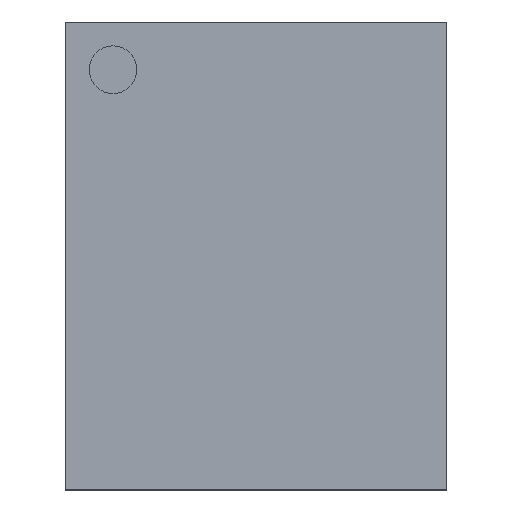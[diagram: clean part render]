
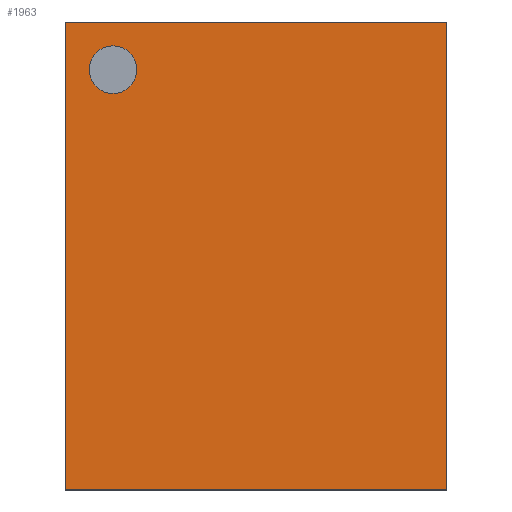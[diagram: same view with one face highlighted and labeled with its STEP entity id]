
A CAD part, top view. The second image highlights one B-rep face of the part: STEP entity #1963.
In plain terms, the highlighted planar face has unit normal (0, 0, 1).
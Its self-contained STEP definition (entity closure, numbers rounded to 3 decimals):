
#1774 = VERTEX_POINT('',#1775);
#1775 = CARTESIAN_POINT('',(-2.261,-2.774,0.585));
#1782 = PLANE('',#1783);
#1783 = AXIS2_PLACEMENT_3D('',#1784,#1785,#1786);
#1784 = CARTESIAN_POINT('',(-2.261,-2.774,0.25));
#1785 = DIRECTION('',(1.,0.,0.));
#1786 = DIRECTION('',(0.,0.,1.));
#1794 = PLANE('',#1795);
#1795 = AXIS2_PLACEMENT_3D('',#1796,#1797,#1798);
#1796 = CARTESIAN_POINT('',(-2.261,-2.774,0.25));
#1797 = DIRECTION('',(0.,1.,0.));
#1798 = DIRECTION('',(0.,0.,1.));
#1835 = VERTEX_POINT('',#1836);
#1836 = CARTESIAN_POINT('',(-2.261,2.774,0.585));
#1850 = PLANE('',#1851);
#1851 = AXIS2_PLACEMENT_3D('',#1852,#1853,#1854);
#1852 = CARTESIAN_POINT('',(-2.261,2.774,0.25));
#1853 = DIRECTION('',(0.,1.,0.));
#1854 = DIRECTION('',(0.,0.,1.));
#1862 = EDGE_CURVE('',#1774,#1835,#1863,.T.);
#1863 = SURFACE_CURVE('',#1864,(#1868,#1875),.PCURVE_S1.);
#1864 = LINE('',#1865,#1866);
#1865 = CARTESIAN_POINT('',(-2.261,-2.774,0.585));
#1866 = VECTOR('',#1867,1.);
#1867 = DIRECTION('',(0.,1.,0.));
#1868 = PCURVE('',#1782,#1869);
#1869 = DEFINITIONAL_REPRESENTATION('',(#1870),#1874);
#1870 = LINE('',#1871,#1872);
#1871 = CARTESIAN_POINT('',(0.335,0.));
#1872 = VECTOR('',#1873,1.);
#1873 = DIRECTION('',(0.,-1.));
#1874 = ( GEOMETRIC_REPRESENTATION_CONTEXT(2) 
PARAMETRIC_REPRESENTATION_CONTEXT() REPRESENTATION_CONTEXT('2D SPACE',''
  ) );
#1875 = PCURVE('',#1876,#1881);
#1876 = PLANE('',#1877);
#1877 = AXIS2_PLACEMENT_3D('',#1878,#1879,#1880);
#1878 = CARTESIAN_POINT('',(-2.261,-2.774,0.585));
#1879 = DIRECTION('',(0.,0.,1.));
#1880 = DIRECTION('',(1.,0.,0.));
#1881 = DEFINITIONAL_REPRESENTATION('',(#1882),#1886);
#1882 = LINE('',#1883,#1884);
#1883 = CARTESIAN_POINT('',(0.,0.));
#1884 = VECTOR('',#1885,1.);
#1885 = DIRECTION('',(0.,1.));
#1886 = ( GEOMETRIC_REPRESENTATION_CONTEXT(2) 
PARAMETRIC_REPRESENTATION_CONTEXT() REPRESENTATION_CONTEXT('2D SPACE',''
  ) );
#1915 = EDGE_CURVE('',#1774,#1916,#1918,.T.);
#1916 = VERTEX_POINT('',#1917);
#1917 = CARTESIAN_POINT('',(2.261,-2.774,0.585));
#1918 = SURFACE_CURVE('',#1919,(#1923,#1930),.PCURVE_S1.);
#1919 = LINE('',#1920,#1921);
#1920 = CARTESIAN_POINT('',(-2.261,-2.774,0.585));
#1921 = VECTOR('',#1922,1.);
#1922 = DIRECTION('',(1.,0.,0.));
#1923 = PCURVE('',#1794,#1924);
#1924 = DEFINITIONAL_REPRESENTATION('',(#1925),#1929);
#1925 = LINE('',#1926,#1927);
#1926 = CARTESIAN_POINT('',(0.335,0.));
#1927 = VECTOR('',#1928,1.);
#1928 = DIRECTION('',(0.,1.));
#1929 = ( GEOMETRIC_REPRESENTATION_CONTEXT(2) 
PARAMETRIC_REPRESENTATION_CONTEXT() REPRESENTATION_CONTEXT('2D SPACE',''
  ) );
#1930 = PCURVE('',#1876,#1931);
#1931 = DEFINITIONAL_REPRESENTATION('',(#1932),#1936);
#1932 = LINE('',#1933,#1934);
#1933 = CARTESIAN_POINT('',(0.,0.));
#1934 = VECTOR('',#1935,1.);
#1935 = DIRECTION('',(1.,0.));
#1936 = ( GEOMETRIC_REPRESENTATION_CONTEXT(2) 
PARAMETRIC_REPRESENTATION_CONTEXT() REPRESENTATION_CONTEXT('2D SPACE',''
  ) );
#1952 = PLANE('',#1953);
#1953 = AXIS2_PLACEMENT_3D('',#1954,#1955,#1956);
#1954 = CARTESIAN_POINT('',(2.261,-2.774,0.25));
#1955 = DIRECTION('',(1.,0.,0.));
#1956 = DIRECTION('',(0.,0.,1.));
#1963 = ADVANCED_FACE('',(#1964,#2012),#1876,.T.);
#1964 = FACE_BOUND('',#1965,.T.);
#1965 = EDGE_LOOP('',(#1966,#1967,#1968,#1991));
#1966 = ORIENTED_EDGE('',*,*,#1862,.F.);
#1967 = ORIENTED_EDGE('',*,*,#1915,.T.);
#1968 = ORIENTED_EDGE('',*,*,#1969,.T.);
#1969 = EDGE_CURVE('',#1916,#1970,#1972,.T.);
#1970 = VERTEX_POINT('',#1971);
#1971 = CARTESIAN_POINT('',(2.261,2.774,0.585));
#1972 = SURFACE_CURVE('',#1973,(#1977,#1984),.PCURVE_S1.);
#1973 = LINE('',#1974,#1975);
#1974 = CARTESIAN_POINT('',(2.261,-2.774,0.585));
#1975 = VECTOR('',#1976,1.);
#1976 = DIRECTION('',(0.,1.,0.));
#1977 = PCURVE('',#1876,#1978);
#1978 = DEFINITIONAL_REPRESENTATION('',(#1979),#1983);
#1979 = LINE('',#1980,#1981);
#1980 = CARTESIAN_POINT('',(4.521,0.));
#1981 = VECTOR('',#1982,1.);
#1982 = DIRECTION('',(0.,1.));
#1983 = ( GEOMETRIC_REPRESENTATION_CONTEXT(2) 
PARAMETRIC_REPRESENTATION_CONTEXT() REPRESENTATION_CONTEXT('2D SPACE',''
  ) );
#1984 = PCURVE('',#1952,#1985);
#1985 = DEFINITIONAL_REPRESENTATION('',(#1986),#1990);
#1986 = LINE('',#1987,#1988);
#1987 = CARTESIAN_POINT('',(0.335,0.));
#1988 = VECTOR('',#1989,1.);
#1989 = DIRECTION('',(0.,-1.));
#1990 = ( GEOMETRIC_REPRESENTATION_CONTEXT(2) 
PARAMETRIC_REPRESENTATION_CONTEXT() REPRESENTATION_CONTEXT('2D SPACE',''
  ) );
#1991 = ORIENTED_EDGE('',*,*,#1992,.F.);
#1992 = EDGE_CURVE('',#1835,#1970,#1993,.T.);
#1993 = SURFACE_CURVE('',#1994,(#1998,#2005),.PCURVE_S1.);
#1994 = LINE('',#1995,#1996);
#1995 = CARTESIAN_POINT('',(-2.261,2.774,0.585));
#1996 = VECTOR('',#1997,1.);
#1997 = DIRECTION('',(1.,0.,0.));
#1998 = PCURVE('',#1876,#1999);
#1999 = DEFINITIONAL_REPRESENTATION('',(#2000),#2004);
#2000 = LINE('',#2001,#2002);
#2001 = CARTESIAN_POINT('',(0.,5.547));
#2002 = VECTOR('',#2003,1.);
#2003 = DIRECTION('',(1.,0.));
#2004 = ( GEOMETRIC_REPRESENTATION_CONTEXT(2) 
PARAMETRIC_REPRESENTATION_CONTEXT() REPRESENTATION_CONTEXT('2D SPACE',''
  ) );
#2005 = PCURVE('',#1850,#2006);
#2006 = DEFINITIONAL_REPRESENTATION('',(#2007),#2011);
#2007 = LINE('',#2008,#2009);
#2008 = CARTESIAN_POINT('',(0.335,0.));
#2009 = VECTOR('',#2010,1.);
#2010 = DIRECTION('',(0.,1.));
#2011 = ( GEOMETRIC_REPRESENTATION_CONTEXT(2) 
PARAMETRIC_REPRESENTATION_CONTEXT() REPRESENTATION_CONTEXT('2D SPACE',''
  ) );
#2012 = FACE_BOUND('',#2013,.T.);
#2013 = EDGE_LOOP('',(#2014));
#2014 = ORIENTED_EDGE('',*,*,#2015,.F.);
#2015 = EDGE_CURVE('',#2016,#2016,#2018,.T.);
#2016 = VERTEX_POINT('',#2017);
#2017 = CARTESIAN_POINT('',(-1.413,2.208,0.585));
#2018 = SURFACE_CURVE('',#2019,(#2024,#2031),.PCURVE_S1.);
#2019 = CIRCLE('',#2020,0.283);
#2020 = AXIS2_PLACEMENT_3D('',#2021,#2022,#2023);
#2021 = CARTESIAN_POINT('',(-1.695,2.208,0.585));
#2022 = DIRECTION('',(0.,0.,1.));
#2023 = DIRECTION('',(1.,0.,0.));
#2024 = PCURVE('',#1876,#2025);
#2025 = DEFINITIONAL_REPRESENTATION('',(#2026),#2030);
#2026 = CIRCLE('',#2027,0.283);
#2027 = AXIS2_PLACEMENT_2D('',#2028,#2029);
#2028 = CARTESIAN_POINT('',(0.565,4.982));
#2029 = DIRECTION('',(1.,0.));
#2030 = ( GEOMETRIC_REPRESENTATION_CONTEXT(2) 
PARAMETRIC_REPRESENTATION_CONTEXT() REPRESENTATION_CONTEXT('2D SPACE',''
  ) );
#2031 = PCURVE('',#2032,#2037);
#2032 = CYLINDRICAL_SURFACE('',#2033,0.283);
#2033 = AXIS2_PLACEMENT_3D('',#2034,#2035,#2036);
#2034 = CARTESIAN_POINT('',(-1.695,2.208,0.527));
#2035 = DIRECTION('',(0.,0.,1.));
#2036 = DIRECTION('',(1.,0.,0.));
#2037 = DEFINITIONAL_REPRESENTATION('',(#2038),#2042);
#2038 = LINE('',#2039,#2040);
#2039 = CARTESIAN_POINT('',(0.,0.059));
#2040 = VECTOR('',#2041,1.);
#2041 = DIRECTION('',(1.,0.));
#2042 = ( GEOMETRIC_REPRESENTATION_CONTEXT(2) 
PARAMETRIC_REPRESENTATION_CONTEXT() REPRESENTATION_CONTEXT('2D SPACE',''
  ) );
